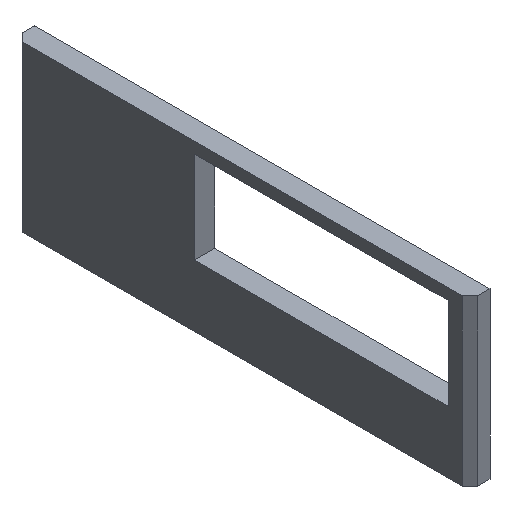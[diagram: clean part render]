
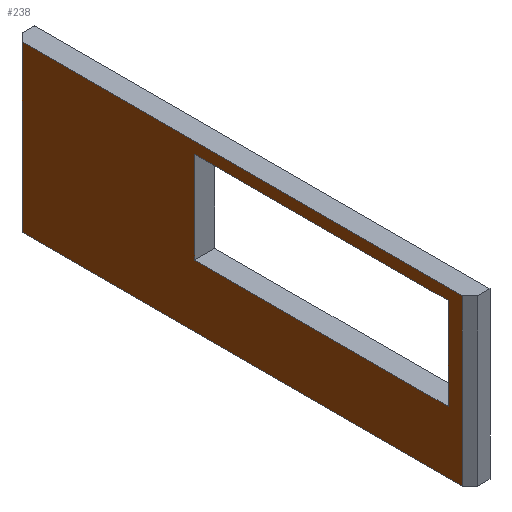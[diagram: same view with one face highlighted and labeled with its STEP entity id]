
A CAD part, isometric view. The second image highlights one B-rep face of the part: STEP entity #238.
In plain terms, the highlighted planar face has unit normal (-1, 0, 0).
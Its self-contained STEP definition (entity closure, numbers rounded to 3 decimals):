
#56=ORIENTED_EDGE('',*,*,#96,.T.);
#57=ORIENTED_EDGE('',*,*,#105,.T.);
#58=ORIENTED_EDGE('',*,*,#102,.T.);
#59=ORIENTED_EDGE('',*,*,#99,.T.);
#60=ORIENTED_EDGE('',*,*,#82,.F.);
#61=ORIENTED_EDGE('',*,*,#108,.T.);
#62=ORIENTED_EDGE('',*,*,#89,.F.);
#63=ORIENTED_EDGE('',*,*,#109,.T.);
#82=EDGE_CURVE('',#112,#113,#132,.T.);
#89=EDGE_CURVE('',#118,#119,#139,.T.);
#96=EDGE_CURVE('',#125,#124,#146,.T.);
#99=EDGE_CURVE('',#127,#125,#149,.T.);
#102=EDGE_CURVE('',#129,#127,#152,.T.);
#105=EDGE_CURVE('',#124,#129,#155,.T.);
#108=EDGE_CURVE('',#112,#119,#158,.T.);
#109=EDGE_CURVE('',#118,#113,#159,.T.);
#112=VERTEX_POINT('',#329);
#113=VERTEX_POINT('',#331);
#118=VERTEX_POINT('',#345);
#119=VERTEX_POINT('',#346);
#124=VERTEX_POINT('',#358);
#125=VERTEX_POINT('',#360);
#127=VERTEX_POINT('',#366);
#129=VERTEX_POINT('',#372);
#132=LINE('',#330,#162);
#139=LINE('',#344,#169);
#146=LINE('',#359,#176);
#149=LINE('',#365,#179);
#152=LINE('',#371,#182);
#155=LINE('',#376,#185);
#158=LINE('',#381,#188);
#159=LINE('',#382,#189);
#162=VECTOR('',#273,1000.);
#169=VECTOR('',#284,1000.);
#176=VECTOR('',#293,1000.);
#179=VECTOR('',#298,1000.);
#182=VECTOR('',#303,1000.);
#185=VECTOR('',#308,1000.);
#188=VECTOR('',#315,1000.);
#189=VECTOR('',#316,1000.);
#198=EDGE_LOOP('',(#56,#57,#58,#59));
#199=EDGE_LOOP('',(#60,#61,#62,#63));
#212=FACE_BOUND('',#198,.T.);
#213=FACE_BOUND('',#199,.T.);
#226=PLANE('',#263);
#238=ADVANCED_FACE('',(#212,#213),#226,.F.);
#263=AXIS2_PLACEMENT_3D('',#380,#313,#314);
#273=DIRECTION('',(0.,1.,0.));
#284=DIRECTION('',(0.,-1.,0.));
#293=DIRECTION('',(0.,1.,0.));
#298=DIRECTION('',(0.,0.,-1.));
#303=DIRECTION('',(0.,-1.,0.));
#308=DIRECTION('',(0.,0.,1.));
#313=DIRECTION('',(1.,0.,0.));
#314=DIRECTION('',(0.,0.,-1.));
#315=DIRECTION('',(0.,0.,1.));
#316=DIRECTION('',(0.,0.,-1.));
#329=CARTESIAN_POINT('',(50.5,-0.3,-1.627));
#330=CARTESIAN_POINT('',(50.5,-0.8,-1.627));
#331=CARTESIAN_POINT('',(50.5,28.,-1.627));
#344=CARTESIAN_POINT('',(50.5,28.5,8.973));
#345=CARTESIAN_POINT('',(50.5,28.,8.973));
#346=CARTESIAN_POINT('',(50.5,-0.3,8.973));
#358=CARTESIAN_POINT('',(50.5,16.9,2.373));
#359=CARTESIAN_POINT('',(50.5,0.6,2.373));
#360=CARTESIAN_POINT('',(50.5,0.6,2.373));
#365=CARTESIAN_POINT('',(50.5,0.6,8.273));
#366=CARTESIAN_POINT('',(50.5,0.6,8.273));
#371=CARTESIAN_POINT('',(50.5,16.9,8.273));
#372=CARTESIAN_POINT('',(50.5,16.9,8.273));
#376=CARTESIAN_POINT('',(50.5,16.9,2.373));
#380=CARTESIAN_POINT('',(50.5,0.,0.));
#381=CARTESIAN_POINT('',(50.5,-0.3,8.973));
#382=CARTESIAN_POINT('',(50.5,28.,-1.627));
